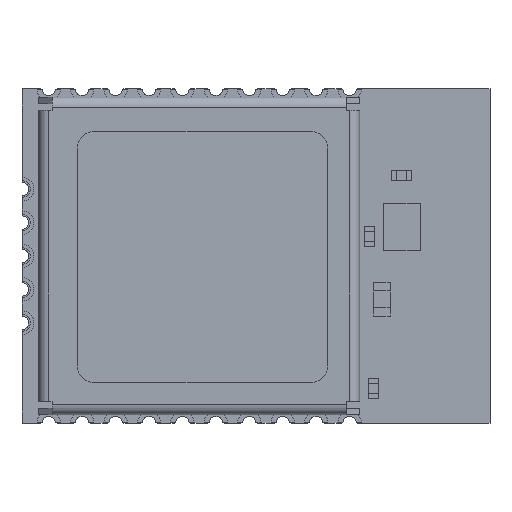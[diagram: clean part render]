
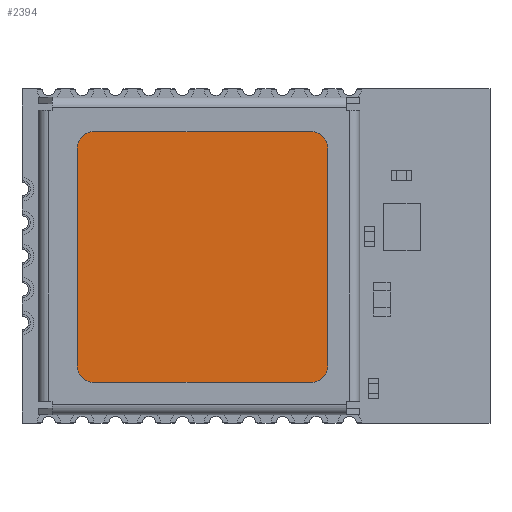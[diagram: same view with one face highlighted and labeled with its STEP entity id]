
A CAD part, top view. The second image highlights one B-rep face of the part: STEP entity #2394.
In plain terms, the highlighted planar face has unit normal (0, 0, 1).
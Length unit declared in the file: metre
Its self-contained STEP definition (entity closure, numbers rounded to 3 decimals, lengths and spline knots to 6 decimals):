
#2394=ADVANCED_FACE('',(#4143),#4144,.T.);
#4143=FACE_OUTER_BOUND('',#5776,.T.);
#4144=PLANE('',#5777);
#5776=EDGE_LOOP('',(#8230,#8231,#8232,#8233,#8234,#8235,#8236,#8237));
#5777=AXIS2_PLACEMENT_3D('',#8238,#8239,#8240);
#8230=ORIENTED_EDGE('',*,*,#11368,.T.);
#8231=ORIENTED_EDGE('',*,*,#11087,.T.);
#8232=ORIENTED_EDGE('',*,*,#11369,.T.);
#8233=ORIENTED_EDGE('',*,*,#11370,.T.);
#8234=ORIENTED_EDGE('',*,*,#11371,.T.);
#8235=ORIENTED_EDGE('',*,*,#11372,.T.);
#8236=ORIENTED_EDGE('',*,*,#11302,.T.);
#8237=ORIENTED_EDGE('',*,*,#11373,.T.);
#8238=CARTESIAN_POINT('',(-0.00603,-0.00289,-0.000664));
#8239=DIRECTION('',(0.0,0.0,1.0));
#8240=DIRECTION('',(1.0,0.0,0.0));
#11087=EDGE_CURVE('',#13001,#13002,#13003,.T.);
#11302=EDGE_CURVE('',#13329,#13327,#13330,.T.);
#11368=EDGE_CURVE('',#13420,#13001,#13421,.T.);
#11369=EDGE_CURVE('',#13002,#13422,#13423,.T.);
#11370=EDGE_CURVE('',#13422,#13424,#13425,.T.);
#11371=EDGE_CURVE('',#13424,#13426,#13427,.T.);
#11372=EDGE_CURVE('',#13426,#13329,#13428,.T.);
#11373=EDGE_CURVE('',#13327,#13420,#13429,.T.);
#13001=VERTEX_POINT('',#15603);
#13002=VERTEX_POINT('',#15604);
#13003=CIRCLE('',#15605,0.0005);
#13327=VERTEX_POINT('',#16071);
#13329=VERTEX_POINT('',#16074);
#13330=LINE('',#16075,#16076);
#13420=VERTEX_POINT('',#16207);
#13421=LINE('',#16208,#16209);
#13422=VERTEX_POINT('',#16210);
#13423=LINE('',#16211,#16212);
#13424=VERTEX_POINT('',#16213);
#13425=CIRCLE('',#16214,0.0005);
#13426=VERTEX_POINT('',#16215);
#13427=LINE('',#16216,#16217);
#13428=CIRCLE('',#16218,0.0005);
#13429=CIRCLE('',#16219,0.0005);
#15603=CARTESIAN_POINT('',(0.00147,0.00411,-0.000664));
#15604=CARTESIAN_POINT('',(0.00097,0.00461,-0.000664));
#15605=AXIS2_PLACEMENT_3D('',#17838,#17839,#17840);
#16071=CARTESIAN_POINT('',(0.00097,-0.00289,-0.000664));
#16074=CARTESIAN_POINT('',(-0.00553,-0.00289,-0.000664));
#16075=CARTESIAN_POINT('',(-0.00603,-0.00289,-0.000664));
#16076=VECTOR('',#18038,1.0);
#16207=CARTESIAN_POINT('',(0.00147,-0.00239,-0.000664));
#16208=CARTESIAN_POINT('',(0.00147,-0.00289,-0.000664));
#16209=VECTOR('',#18095,1.0);
#16210=CARTESIAN_POINT('',(-0.00553,0.00461,-0.000664));
#16211=CARTESIAN_POINT('',(0.00147,0.00461,-0.000664));
#16212=VECTOR('',#18096,1.0);
#16213=CARTESIAN_POINT('',(-0.00603,0.00411,-0.000664));
#16214=AXIS2_PLACEMENT_3D('',#18097,#18098,#18099);
#16215=CARTESIAN_POINT('',(-0.00603,-0.00239,-0.000664));
#16216=CARTESIAN_POINT('',(-0.00603,0.00461,-0.000664));
#16217=VECTOR('',#18100,1.0);
#16218=AXIS2_PLACEMENT_3D('',#18101,#18102,#18103);
#16219=AXIS2_PLACEMENT_3D('',#18104,#18105,#18106);
#17838=CARTESIAN_POINT('',(0.00097,0.00411,-0.000664));
#17839=DIRECTION('',(0.0,0.0,1.0));
#17840=DIRECTION('',(1.0,0.0,0.0));
#18038=DIRECTION('',(1.0,0.0,0.0));
#18095=DIRECTION('',(0.0,1.0,0.0));
#18096=DIRECTION('',(-1.0,0.0,0.0));
#18097=CARTESIAN_POINT('',(-0.00553,0.00411,-0.000664));
#18098=DIRECTION('',(0.0,0.0,1.0));
#18099=DIRECTION('',(1.0,0.0,0.0));
#18100=DIRECTION('',(0.0,-1.0,0.0));
#18101=CARTESIAN_POINT('',(-0.00553,-0.00239,-0.000664));
#18102=DIRECTION('',(0.0,0.0,1.0));
#18103=DIRECTION('',(1.0,0.0,0.0));
#18104=CARTESIAN_POINT('',(0.00097,-0.00239,-0.000664));
#18105=DIRECTION('',(0.0,0.0,1.0));
#18106=DIRECTION('',(1.0,0.0,0.0));
